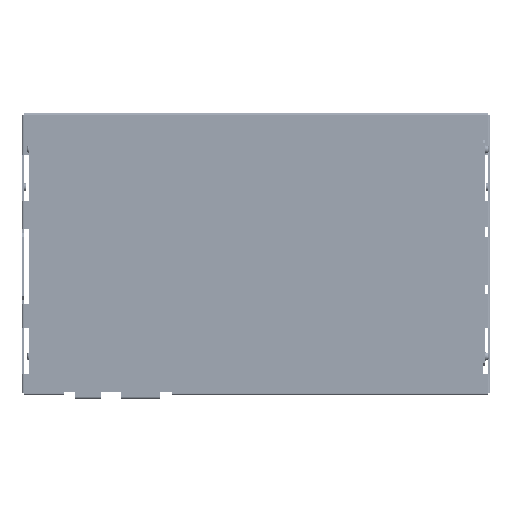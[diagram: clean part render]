
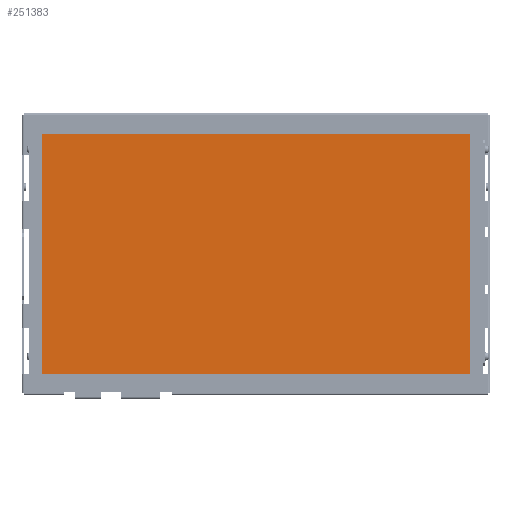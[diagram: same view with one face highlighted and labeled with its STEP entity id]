
A CAD part, top view. The second image highlights one B-rep face of the part: STEP entity #251383.
In plain terms, the highlighted planar face has unit normal (0, 0, 1).
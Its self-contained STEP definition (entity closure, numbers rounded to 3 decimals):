
#8443=FACE_OUTER_BOUND('',#21945,.T.);
#21945=EDGE_LOOP('',(#181740,#181741,#181742,#181743));
#46655=LINE('',#372307,#77881);
#46659=LINE('',#372315,#77885);
#46662=LINE('',#372321,#77888);
#46665=LINE('',#372326,#77891);
#77881=VECTOR('',#299460,10.);
#77885=VECTOR('',#299466,10.);
#77888=VECTOR('',#299471,10.);
#77891=VECTOR('',#299476,10.);
#107605=VERTEX_POINT('',#372305);
#107606=VERTEX_POINT('',#372306);
#107609=VERTEX_POINT('',#372314);
#107611=VERTEX_POINT('',#372320);
#135511=EDGE_CURVE('',#107605,#107606,#46655,.T.);
#135515=EDGE_CURVE('',#107609,#107605,#46659,.T.);
#135518=EDGE_CURVE('',#107611,#107609,#46662,.T.);
#135521=EDGE_CURVE('',#107606,#107611,#46665,.T.);
#181740=ORIENTED_EDGE('',*,*,#135511,.T.);
#181741=ORIENTED_EDGE('',*,*,#135521,.T.);
#181742=ORIENTED_EDGE('',*,*,#135518,.T.);
#181743=ORIENTED_EDGE('',*,*,#135515,.T.);
#240277=PLANE('',#266404);
#251383=ADVANCED_FACE('',(#8443),#240277,.T.);
#266404=AXIS2_PLACEMENT_3D('',#372373,#299520,#299521);
#299460=DIRECTION('',(0.,-1.,0.));
#299466=DIRECTION('',(-1.,0.,0.));
#299471=DIRECTION('',(0.,1.,0.));
#299476=DIRECTION('',(1.,0.,0.));
#299520=DIRECTION('center_axis',(0.,0.,1.));
#299521=DIRECTION('ref_axis',(1.,0.,0.));
#372305=CARTESIAN_POINT('',(-111.36,62.64,9.47));
#372306=CARTESIAN_POINT('',(-111.36,-62.64,9.47));
#372307=CARTESIAN_POINT('',(-111.36,30.53,9.47));
#372314=CARTESIAN_POINT('',(111.36,62.64,9.47));
#372315=CARTESIAN_POINT('',(55.625,62.64,9.47));
#372320=CARTESIAN_POINT('',(111.36,-62.64,9.47));
#372321=CARTESIAN_POINT('',(111.36,-32.11,9.47));
#372326=CARTESIAN_POINT('',(-55.735,-62.64,9.47));
#372373=CARTESIAN_POINT('Origin',(-0.11,-1.58,
9.47));
